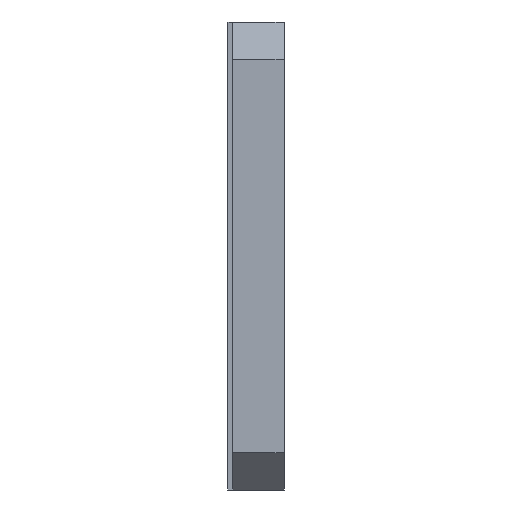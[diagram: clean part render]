
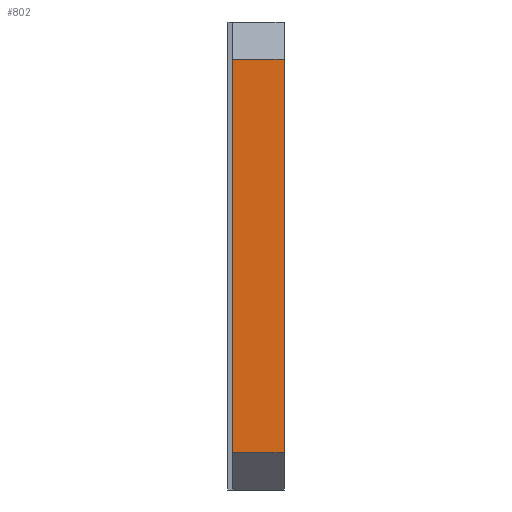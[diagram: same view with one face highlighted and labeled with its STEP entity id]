
A CAD part, left-side view. The second image highlights one B-rep face of the part: STEP entity #802.
In plain terms, the highlighted planar face has unit normal (-1, 0, 0).
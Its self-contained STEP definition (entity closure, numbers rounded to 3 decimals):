
#164=FACE_OUTER_BOUND('',#251,.T.);
#251=EDGE_LOOP('',(#700,#701,#702,#703));
#293=LINE('',#1207,#347);
#314=LINE('',#1331,#368);
#316=LINE('',#1335,#370);
#317=LINE('',#1336,#371);
#347=VECTOR('',#962,42.);
#368=VECTOR('',#1097,5.5);
#370=VECTOR('',#1101,5.5);
#371=VECTOR('',#1102,42.);
#403=VERTEX_POINT('',#1204);
#404=VERTEX_POINT('',#1206);
#450=VERTEX_POINT('',#1330);
#451=VERTEX_POINT('',#1334);
#484=EDGE_CURVE('',#404,#403,#293,.T.);
#540=EDGE_CURVE('',#404,#450,#314,.T.);
#542=EDGE_CURVE('',#451,#403,#316,.T.);
#543=EDGE_CURVE('',#450,#451,#317,.T.);
#700=ORIENTED_EDGE('',*,*,#540,.F.);
#701=ORIENTED_EDGE('',*,*,#484,.T.);
#702=ORIENTED_EDGE('',*,*,#542,.F.);
#703=ORIENTED_EDGE('',*,*,#543,.F.);
#766=PLANE('',#891);
#802=ADVANCED_FACE('',(#164),#766,.T.);
#891=AXIS2_PLACEMENT_3D('',#1333,#1099,#1100);
#962=DIRECTION('',(0.,0.,1.));
#1097=DIRECTION('',(0.,1.,0.));
#1099=DIRECTION('center_axis',(-1.,0.,0.));
#1100=DIRECTION('ref_axis',(0.,0.,1.));
#1101=DIRECTION('',(0.,-1.,0.));
#1102=DIRECTION('',(0.,0.,1.));
#1204=CARTESIAN_POINT('',(0.,0.988,46.));
#1206=CARTESIAN_POINT('',(0.,0.988,4.));
#1207=CARTESIAN_POINT('',(0.,0.988,0.));
#1330=CARTESIAN_POINT('',(0.,6.488,4.));
#1331=CARTESIAN_POINT('',(0.,2.463,4.));
#1333=CARTESIAN_POINT('Origin',(0.,0.988,0.));
#1334=CARTESIAN_POINT('',(0.,6.488,46.));
#1335=CARTESIAN_POINT('',(0.,2.463,46.));
#1336=CARTESIAN_POINT('',(0.,6.488,0.));
